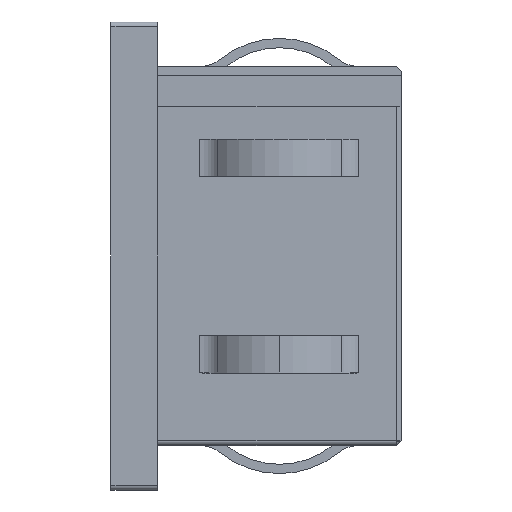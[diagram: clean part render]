
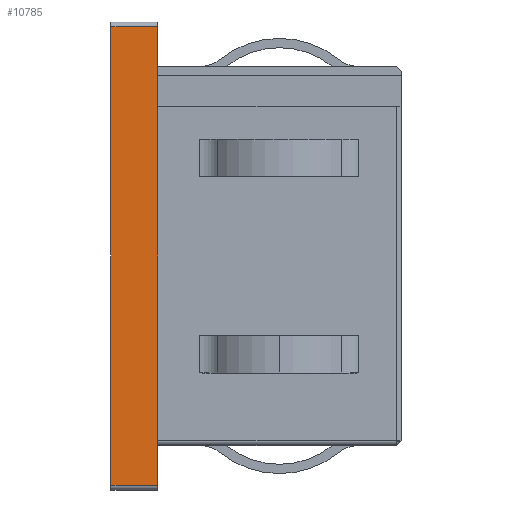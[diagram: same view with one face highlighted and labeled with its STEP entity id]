
A CAD part, left-side view. The second image highlights one B-rep face of the part: STEP entity #10785.
In plain terms, the highlighted planar face has unit normal (-1, 0, 0).
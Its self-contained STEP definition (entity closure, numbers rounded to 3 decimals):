
#212 = DIRECTION ( 'NONE',  ( 0., 0., -1. ) ) ;
#422 = DIRECTION ( 'NONE',  ( 0., -1., 0. ) ) ;
#1200 = EDGE_CURVE ( 'NONE', #9978, #6568, #13072, .T. ) ;
#3223 = FACE_OUTER_BOUND ( 'NONE', #7854, .T. ) ;
#3576 = VECTOR ( 'NONE', #422, 1000. ) ;
#4767 = PLANE ( 'NONE',  #18386 ) ;
#5073 = ORIENTED_EDGE ( 'NONE', *, *, #8044, .T. ) ;
#5641 = ORIENTED_EDGE ( 'NONE', *, *, #1200, .T. ) ;
#6478 = CARTESIAN_POINT ( 'NONE',  ( -25., 5., -25. ) ) ;
#6568 = VERTEX_POINT ( 'NONE', #13722 ) ;
#6747 = VECTOR ( 'NONE', #9246, 1000. ) ;
#7053 = EDGE_CURVE ( 'NONE', #7502, #6568, #19368, .T. ) ;
#7502 = VERTEX_POINT ( 'NONE', #21060 ) ;
#7854 = EDGE_LOOP ( 'NONE', ( #8411, #5641, #14503, #5073 ) ) ;
#8044 = EDGE_CURVE ( 'NONE', #7502, #19482, #11964, .T. ) ;
#8411 = ORIENTED_EDGE ( 'NONE', *, *, #16703, .T. ) ;
#8783 = DIRECTION ( 'NONE',  ( 0., 0., 1. ) ) ;
#9246 = DIRECTION ( 'NONE',  ( 0., 0., 1. ) ) ;
#9978 = VERTEX_POINT ( 'NONE', #21187 ) ;
#10785 = ADVANCED_FACE ( 'NONE', ( #3223 ), #4767, .F. ) ;
#11964 = LINE ( 'NONE', #18373, #3576 ) ;
#12417 = DIRECTION ( 'NONE',  ( 0., 1., 0. ) ) ;
#13072 = LINE ( 'NONE', #15716, #18890 ) ;
#13104 = CARTESIAN_POINT ( 'NONE',  ( -25., 0., -24.5 ) ) ;
#13722 = CARTESIAN_POINT ( 'NONE',  ( -25., 5., 24.5 ) ) ;
#14503 = ORIENTED_EDGE ( 'NONE', *, *, #7053, .F. ) ;
#15716 = CARTESIAN_POINT ( 'NONE',  ( -25., 5., 24.5 ) ) ;
#16703 = EDGE_CURVE ( 'NONE', #19482, #9978, #17621, .T. ) ;
#17621 = LINE ( 'NONE', #18855, #19218 ) ;
#18373 = CARTESIAN_POINT ( 'NONE',  ( -25., 5., -24.5 ) ) ;
#18386 = AXIS2_PLACEMENT_3D ( 'NONE', #6478, #18668, #212 ) ;
#18668 = DIRECTION ( 'NONE',  ( 1., 0., 0. ) ) ;
#18855 = CARTESIAN_POINT ( 'NONE',  ( -25., 0., -25. ) ) ;
#18890 = VECTOR ( 'NONE', #12417, 1000. ) ;
#19218 = VECTOR ( 'NONE', #8783, 1000. ) ;
#19325 = CARTESIAN_POINT ( 'NONE',  ( -25., 5., -25. ) ) ;
#19368 = LINE ( 'NONE', #19325, #6747 ) ;
#19482 = VERTEX_POINT ( 'NONE', #13104 ) ;
#21060 = CARTESIAN_POINT ( 'NONE',  ( -25., 5., -24.5 ) ) ;
#21187 = CARTESIAN_POINT ( 'NONE',  ( -25., 0., 24.5 ) ) ;
